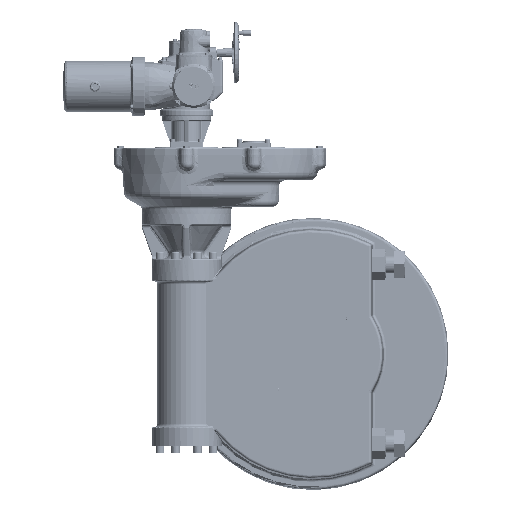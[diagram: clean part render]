
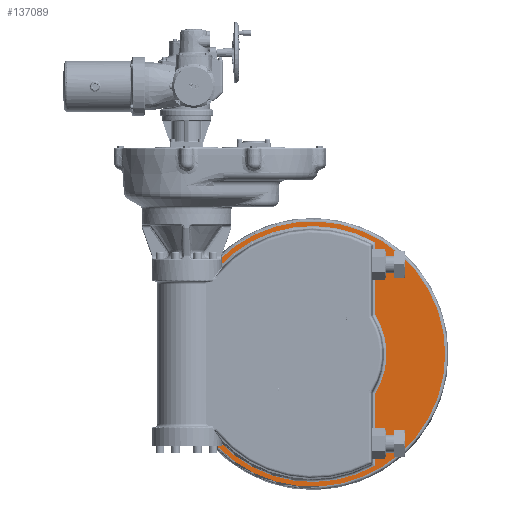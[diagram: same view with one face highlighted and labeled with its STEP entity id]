
A CAD part, left-side view. The second image highlights one B-rep face of the part: STEP entity #137089.
In plain terms, the highlighted planar face has unit normal (-1, 0, 0).
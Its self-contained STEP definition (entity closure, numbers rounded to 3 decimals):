
#4719=B_SPLINE_CURVE_WITH_KNOTS('',3,(#197182,#197183,#197184,#197185),
 .UNSPECIFIED.,.F.,.F.,(4,4),(0.,1.),.UNSPECIFIED.);
#4734=B_SPLINE_CURVE_WITH_KNOTS('',3,(#197706,#197707,#197708,#197709),
 .UNSPECIFIED.,.F.,.F.,(4,4),(0.,1.),.UNSPECIFIED.);
#11814=LINE('',#195016,#16308);
#11815=LINE('',#198316,#16309);
#11817=LINE('',#198403,#16311);
#11818=LINE('',#198474,#16312);
#11824=LINE('',#198663,#16318);
#11825=LINE('',#198682,#16319);
#16308=VECTOR('',#156337,1000.);
#16309=VECTOR('',#156390,1000.);
#16311=VECTOR('',#156428,1000.);
#16312=VECTOR('',#156457,1000.);
#16318=VECTOR('',#156487,1000.);
#16319=VECTOR('',#156516,1000.);
#27250=ORIENTED_EDGE('',*,*,#51509,.F.);
#27251=ORIENTED_EDGE('',*,*,#51666,.T.);
#27252=ORIENTED_EDGE('',*,*,#51593,.T.);
#27253=ORIENTED_EDGE('',*,*,#51669,.T.);
#27254=ORIENTED_EDGE('',*,*,#51649,.T.);
#27255=ORIENTED_EDGE('',*,*,#51640,.T.);
#27256=ORIENTED_EDGE('',*,*,#51634,.T.);
#27257=ORIENTED_EDGE('',*,*,#51670,.T.);
#27258=ORIENTED_EDGE('',*,*,#51578,.T.);
#27259=ORIENTED_EDGE('',*,*,#51674,.T.);
#27260=ORIENTED_EDGE('',*,*,#51615,.F.);
#27261=ORIENTED_EDGE('',*,*,#51672,.T.);
#51509=EDGE_CURVE('',#64245,#64246,#11814,.F.);
#51578=EDGE_CURVE('',#64291,#64294,#4719,.T.);
#51593=EDGE_CURVE('',#64302,#64304,#4734,.T.);
#51615=EDGE_CURVE('',#64315,#64316,#11815,.T.);
#51634=EDGE_CURVE('',#64326,#64281,#11817,.T.);
#51640=EDGE_CURVE('',#64328,#64326,#71995,.F.);
#51649=EDGE_CURVE('',#64282,#64328,#11818,.T.);
#51666=EDGE_CURVE('',#64245,#64302,#11824,.T.);
#51669=EDGE_CURVE('',#64304,#64282,#72006,.F.);
#51670=EDGE_CURVE('',#64281,#64291,#72007,.F.);
#51672=EDGE_CURVE('',#64315,#64246,#72009,.T.);
#51674=EDGE_CURVE('',#64294,#64316,#11825,.T.);
#64245=VERTEX_POINT('',#195017);
#64246=VERTEX_POINT('',#195018);
#64281=VERTEX_POINT('',#196922);
#64282=VERTEX_POINT('',#196976);
#64291=VERTEX_POINT('',#197169);
#64294=VERTEX_POINT('',#197181);
#64302=VERTEX_POINT('',#197692);
#64304=VERTEX_POINT('',#197705);
#64315=VERTEX_POINT('',#198317);
#64316=VERTEX_POINT('',#198318);
#64326=VERTEX_POINT('',#198404);
#64328=VERTEX_POINT('',#198412);
#71995=CIRCLE('',#144182,264.546);
#72006=CIRCLE('',#144205,457.546);
#72007=CIRCLE('',#144208,457.546);
#72009=CIRCLE('',#144212,474.073);
#76154=EDGE_LOOP('',(#27250,#27251,#27252,#27253,#27254,#27255,#27256,#27257,
#27258,#27259,#27260,#27261));
#83483=FACE_BOUND('',#76154,.T.);
#89541=PLANE('',#144214);
#137089=ADVANCED_FACE('',(#83483),#89541,.T.);
#144182=AXIS2_PLACEMENT_3D('',#198415,#156443,#156444);
#144205=AXIS2_PLACEMENT_3D('',#198672,#156496,#156497);
#144208=AXIS2_PLACEMENT_3D('',#198675,#156502,#156503);
#144212=AXIS2_PLACEMENT_3D('',#198679,#156510,#156511);
#144214=AXIS2_PLACEMENT_3D('',#198681,#156514,#156515);
#156337=DIRECTION('',(0.,0.,-1.));
#156390=DIRECTION('',(0.,0.,1.));
#156428=DIRECTION('',(0.,0.,-1.));
#156443=DIRECTION('',(-1.,0.,0.));
#156444=DIRECTION('',(0.,0.,1.));
#156457=DIRECTION('',(0.,0.,-1.));
#156487=DIRECTION('',(0.,-1.,0.));
#156496=DIRECTION('',(-1.,0.,0.));
#156497=DIRECTION('',(0.,0.,1.));
#156502=DIRECTION('',(-1.,0.,0.));
#156503=DIRECTION('',(0.,0.,1.));
#156510=DIRECTION('',(-1.,0.,0.));
#156511=DIRECTION('',(0.,0.,1.));
#156514=DIRECTION('',(-1.,0.,0.));
#156515=DIRECTION('',(0.,0.,1.));
#156516=DIRECTION('',(0.,1.,0.));
#195016=CARTESIAN_POINT('',(60.,-111.933,895.868));
#195017=CARTESIAN_POINT('',(60.,-111.933,-569.625));
#195018=CARTESIAN_POINT('',(60.,-111.933,-547.276));
#196922=CARTESIAN_POINT('',(60.,-674.546,-1278.282));
#196976=CARTESIAN_POINT('',(60.,-674.546,-480.968));
#197169=CARTESIAN_POINT('',(60.,-112.982,-1189.088));
#197181=CARTESIAN_POINT('',(60.,-112.982,-1189.625));
#197182=CARTESIAN_POINT('',(60.,-112.982,-1189.088));
#197183=CARTESIAN_POINT('',(60.,-112.982,-1189.267));
#197184=CARTESIAN_POINT('',(60.,-112.982,-1189.446));
#197185=CARTESIAN_POINT('',(60.,-112.982,-1189.625));
#197692=CARTESIAN_POINT('',(60.,-112.982,-569.625));
#197705=CARTESIAN_POINT('',(60.,-112.982,-570.162));
#197706=CARTESIAN_POINT('',(60.,-112.982,-569.625));
#197707=CARTESIAN_POINT('',(60.,-112.982,-569.804));
#197708=CARTESIAN_POINT('',(60.,-112.982,-569.983));
#197709=CARTESIAN_POINT('',(60.,-112.982,-570.162));
#198316=CARTESIAN_POINT('',(60.,-111.933,-2655.118));
#198317=CARTESIAN_POINT('',(60.,-111.933,-1211.974));
#198318=CARTESIAN_POINT('',(60.,-111.933,-1189.625));
#198403=CARTESIAN_POINT('',(60.,-674.546,-1272.597));
#198404=CARTESIAN_POINT('',(60.,-674.546,-1019.495));
#198412=CARTESIAN_POINT('',(60.,-674.546,-739.755));
#198415=CARTESIAN_POINT('',(60.,-450.,-879.625));
#198474=CARTESIAN_POINT('',(60.,-674.546,-742.544));
#198663=CARTESIAN_POINT('',(60.,-936.,-569.625));
#198672=CARTESIAN_POINT('',(60.,-450.,-879.625));
#198675=CARTESIAN_POINT('',(60.,-450.,-879.625));
#198679=CARTESIAN_POINT('',(60.,-450.,-879.625));
#198681=CARTESIAN_POINT('',(60.,-936.,-879.625));
#198682=CARTESIAN_POINT('',(60.,0.,-1189.625));
